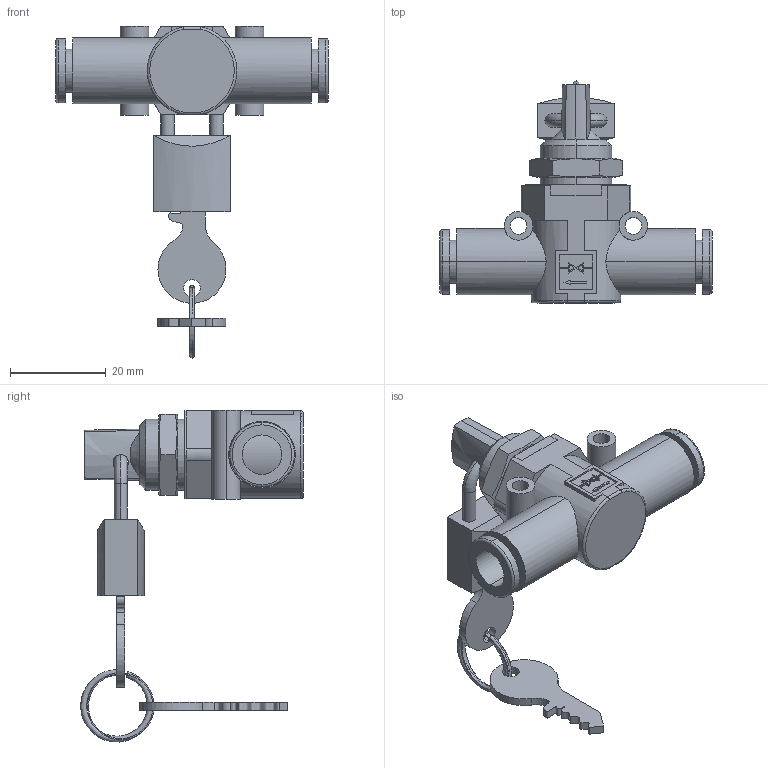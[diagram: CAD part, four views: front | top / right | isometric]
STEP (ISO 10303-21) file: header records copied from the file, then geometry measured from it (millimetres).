
FILE_DESCRIPTION (( 'STEP AP203' ), '1' );
FILE_NAME ('HVU516-2L.step', '2016-02-15T19:54:12', ( '' ), ( '' ), 'SwSTEP 2.0', 'SolidWorks 2015', '' );
FILE_SCHEMA (( 'CONFIG_CONTROL_DESIGN' ));
Length unit declared in the file: millimetre
Products named in the file (1): HVU516-2L
Bounding box: 56.9 x 46.51 x 69.42 mm (x, y, z)
Volume: 17639.9 mm3; surface area: 11562.1 mm2
Topology: 11 solids, 11 shells, 226 faces, 542 edges, 352 vertices
Faces by surface type: plane 125, cylinder 73, cone 16, torus 8, bspline 4
Entity records: 8011 total; most frequent: CARTESIAN_POINT 2659, ORIENTED_EDGE 1084, DIRECTION 1080, EDGE_CURVE 542, AXIS2_PLACEMENT_3D 385, VERTEX_POINT 352, VECTOR 310, LINE 310
